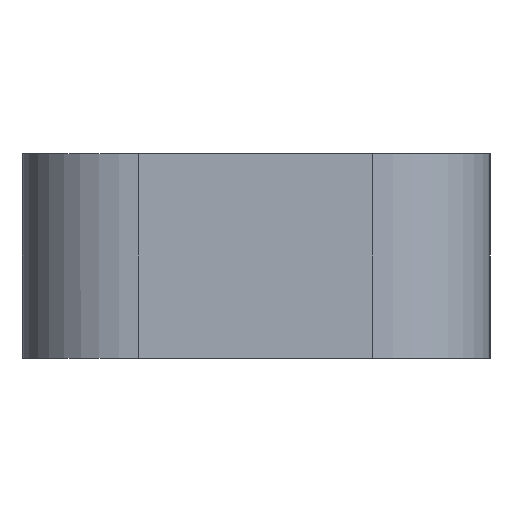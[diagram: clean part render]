
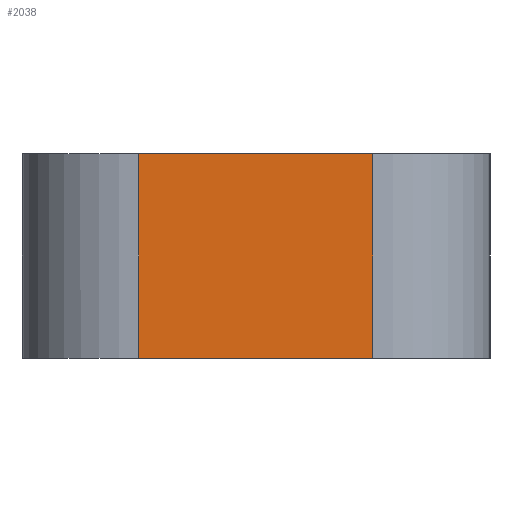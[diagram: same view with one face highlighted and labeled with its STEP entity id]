
A CAD part, left-side view. The second image highlights one B-rep face of the part: STEP entity #2038.
In plain terms, the highlighted planar face has unit normal (-1, 0, 0).
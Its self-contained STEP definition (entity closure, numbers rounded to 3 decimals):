
#227 = VERTEX_POINT ( 'NONE', #419 ) ;
#281 = VECTOR ( 'NONE', #1727, 1000. ) ;
#343 = DIRECTION ( 'NONE',  ( 0., -1., 0. ) ) ;
#419 = CARTESIAN_POINT ( 'NONE',  ( -32., -4., 3.5 ) ) ;
#441 = VECTOR ( 'NONE', #754, 1000. ) ;
#465 = AXIS2_PLACEMENT_3D ( 'NONE', #517, #2330, #2224 ) ;
#474 = LINE ( 'NONE', #2324, #2179 ) ;
#517 = CARTESIAN_POINT ( 'NONE',  ( -32., 8., 3.5 ) ) ;
#589 = ORIENTED_EDGE ( 'NONE', *, *, #2174, .T. ) ;
#671 = VERTEX_POINT ( 'NONE', #1233 ) ;
#754 = DIRECTION ( 'NONE',  ( 0., -1., 0. ) ) ;
#824 = VECTOR ( 'NONE', #343, 1000. ) ;
#874 = EDGE_CURVE ( 'NONE', #671, #1011, #1000, .T. ) ;
#969 = ORIENTED_EDGE ( 'NONE', *, *, #1692, .T. ) ;
#1000 = LINE ( 'NONE', #1492, #441 ) ;
#1007 = PLANE ( 'NONE',  #465 ) ;
#1011 = VERTEX_POINT ( 'NONE', #1758 ) ;
#1089 = EDGE_CURVE ( 'NONE', #1926, #227, #1311, .T. ) ;
#1233 = CARTESIAN_POINT ( 'NONE',  ( -32., 4., -3.5 ) ) ;
#1311 = LINE ( 'NONE', #2132, #824 ) ;
#1373 = ORIENTED_EDGE ( 'NONE', *, *, #1089, .F. ) ;
#1439 = CARTESIAN_POINT ( 'NONE',  ( -32., 4., 3.5 ) ) ;
#1492 = CARTESIAN_POINT ( 'NONE',  ( -32., 8., -3.5 ) ) ;
#1591 = DIRECTION ( 'NONE',  ( 0., 0., 1. ) ) ;
#1692 = EDGE_CURVE ( 'NONE', #1926, #671, #1986, .T. ) ;
#1727 = DIRECTION ( 'NONE',  ( 0., 0., -1. ) ) ;
#1758 = CARTESIAN_POINT ( 'NONE',  ( -32., -4., -3.5 ) ) ;
#1926 = VERTEX_POINT ( 'NONE', #1439 ) ;
#1959 = EDGE_LOOP ( 'NONE', ( #2127, #589, #1373, #969 ) ) ;
#1986 = LINE ( 'NONE', #2059, #281 ) ;
#2038 = ADVANCED_FACE ( 'NONE', ( #2154 ), #1007, .F. ) ;
#2059 = CARTESIAN_POINT ( 'NONE',  ( -32., 4., 3.5 ) ) ;
#2127 = ORIENTED_EDGE ( 'NONE', *, *, #874, .T. ) ;
#2132 = CARTESIAN_POINT ( 'NONE',  ( -32., 8., 3.5 ) ) ;
#2154 = FACE_OUTER_BOUND ( 'NONE', #1959, .T. ) ;
#2174 = EDGE_CURVE ( 'NONE', #1011, #227, #474, .T. ) ;
#2179 = VECTOR ( 'NONE', #1591, 1000. ) ;
#2224 = DIRECTION ( 'NONE',  ( 0., 0., -1. ) ) ;
#2324 = CARTESIAN_POINT ( 'NONE',  ( -32., -4., 3.5 ) ) ;
#2330 = DIRECTION ( 'NONE',  ( 1., 0., 0. ) ) ;
